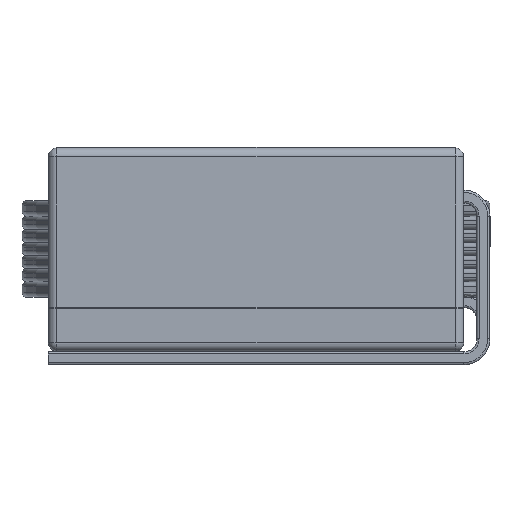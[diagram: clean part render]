
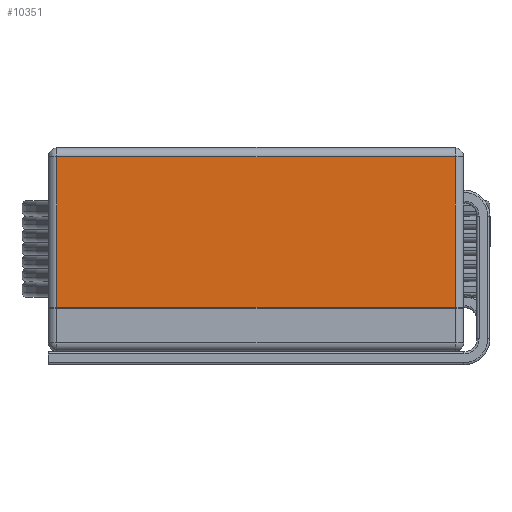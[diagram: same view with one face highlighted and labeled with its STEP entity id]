
A CAD part, left-side view. The second image highlights one B-rep face of the part: STEP entity #10351.
In plain terms, the highlighted planar face has unit normal (-1, 0, 0).
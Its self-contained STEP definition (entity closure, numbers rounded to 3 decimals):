
#381 = CARTESIAN_POINT ( 'NONE',  ( -6.6, 4.55, 4.45 ) ) ;
#829 = LINE ( 'NONE', #9285, #10816 ) ;
#1042 = DIRECTION ( 'NONE',  ( 0., 0., 1. ) ) ;
#1407 = DIRECTION ( 'NONE',  ( 1., 0., 0. ) ) ;
#1458 = CARTESIAN_POINT ( 'NONE',  ( -6.6, -4.55, 1. ) ) ;
#2493 = LINE ( 'NONE', #4539, #10793 ) ;
#2862 = EDGE_CURVE ( 'NONE', #19997, #5402, #15876, .T. ) ;
#3625 = VECTOR ( 'NONE', #1042, 1000. ) ;
#3808 = EDGE_LOOP ( 'NONE', ( #8696, #6947, #7956, #4267 ) ) ;
#4267 = ORIENTED_EDGE ( 'NONE', *, *, #2862, .T. ) ;
#4454 = VERTEX_POINT ( 'NONE', #1458 ) ;
#4505 = AXIS2_PLACEMENT_3D ( 'NONE', #23729, #1407, #9194 ) ;
#4539 = CARTESIAN_POINT ( 'NONE',  ( -6.6, 4.75, 4.45 ) ) ;
#5402 = VERTEX_POINT ( 'NONE', #13637 ) ;
#6947 = ORIENTED_EDGE ( 'NONE', *, *, #10195, .T. ) ;
#7402 = PLANE ( 'NONE',  #4505 ) ;
#7956 = ORIENTED_EDGE ( 'NONE', *, *, #24790, .T. ) ;
#8108 = VERTEX_POINT ( 'NONE', #10128 ) ;
#8696 = ORIENTED_EDGE ( 'NONE', *, *, #21926, .T. ) ;
#8710 = VECTOR ( 'NONE', #17915, 1000. ) ;
#9194 = DIRECTION ( 'NONE',  ( 0., 0., -1. ) ) ;
#9285 = CARTESIAN_POINT ( 'NONE',  ( -6.6, 4.75, 1. ) ) ;
#10128 = CARTESIAN_POINT ( 'NONE',  ( -6.6, -4.55, 4.45 ) ) ;
#10195 = EDGE_CURVE ( 'NONE', #4454, #8108, #13485, .T. ) ;
#10351 = ADVANCED_FACE ( 'NONE', ( #25754 ), #7402, .F. ) ;
#10793 = VECTOR ( 'NONE', #18879, 1000. ) ;
#10816 = VECTOR ( 'NONE', #15427, 1000. ) ;
#11942 = CARTESIAN_POINT ( 'NONE',  ( -6.6, 4.55, 1. ) ) ;
#13485 = LINE ( 'NONE', #19700, #3625 ) ;
#13637 = CARTESIAN_POINT ( 'NONE',  ( -6.6, 4.55, 1. ) ) ;
#15427 = DIRECTION ( 'NONE',  ( 0., -1., 0. ) ) ;
#15876 = LINE ( 'NONE', #11942, #8710 ) ;
#17915 = DIRECTION ( 'NONE',  ( 0., 0., -1. ) ) ;
#18879 = DIRECTION ( 'NONE',  ( 0., 1., 0. ) ) ;
#19700 = CARTESIAN_POINT ( 'NONE',  ( -6.6, -4.55, 0. ) ) ;
#19997 = VERTEX_POINT ( 'NONE', #381 ) ;
#21926 = EDGE_CURVE ( 'NONE', #5402, #4454, #829, .T. ) ;
#23729 = CARTESIAN_POINT ( 'NONE',  ( -6.6, 4.75, 0. ) ) ;
#24790 = EDGE_CURVE ( 'NONE', #8108, #19997, #2493, .T. ) ;
#25754 = FACE_OUTER_BOUND ( 'NONE', #3808, .T. ) ;
